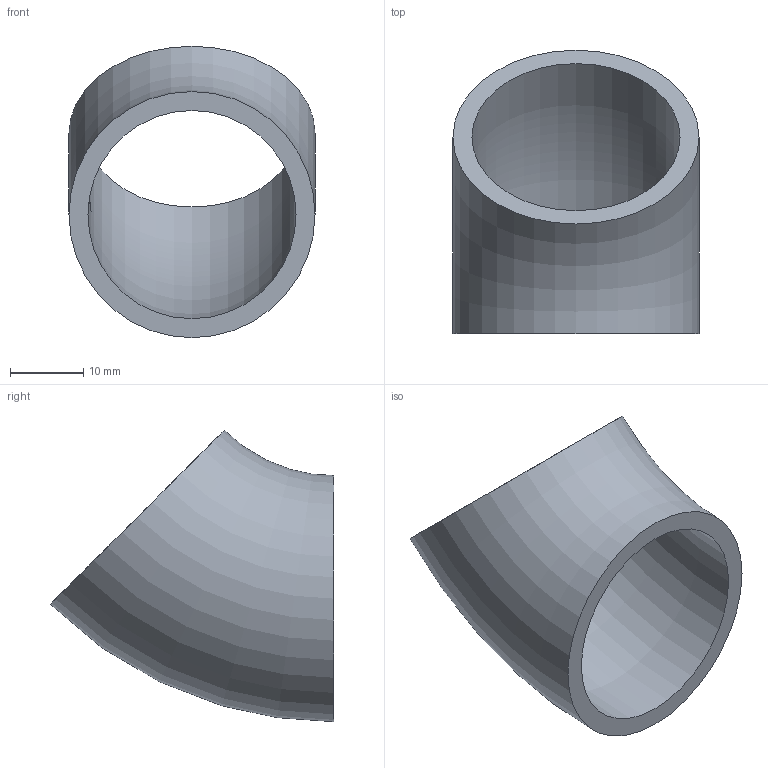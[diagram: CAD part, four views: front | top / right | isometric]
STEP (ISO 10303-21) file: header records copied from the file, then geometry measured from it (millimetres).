
FILE_DESCRIPTION (( 'STEP AP203' ), '1' );
FILE_NAME ('55180-ST.step', '2022-04-04T08:11:41', ( '' ), ( '' ), 'SwSTEP 2.0', 'SolidWorks 2018', '' );
FILE_SCHEMA (( 'CONFIG_CONTROL_DESIGN' ));
Length unit declared in the file: millimetre
Products named in the file (1): 55180-ST
Bounding box: 33.7 x 38.78 x 39.89 mm (x, y, z)
Volume: 7581 mm3; surface area: 6348.8 mm2
Topology: 1 solids, 1 shells, 217 faces, 579 edges, 386 vertices
Faces by surface type: bspline 105, plane 88, torus 24
Entity records: 11056 total; most frequent: CARTESIAN_POINT 6628, ORIENTED_EDGE 1154, EDGE_CURVE 577, DIRECTION 425, VERTEX_POINT 386, B_SPLINE_CURVE_WITH_KNOTS 382, EDGE_LOOP 243, FACE_OUTER_BOUND 219
